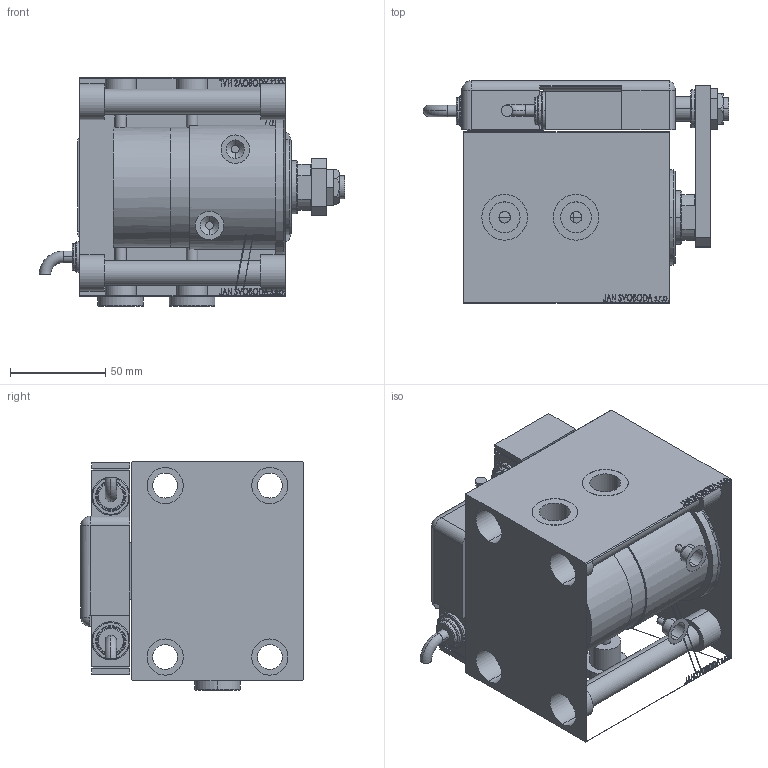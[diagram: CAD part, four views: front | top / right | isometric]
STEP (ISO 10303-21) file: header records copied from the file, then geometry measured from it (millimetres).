
FILE_DESCRIPTION (( 'STEP AP203' ), '1' );
FILE_NAME ('55a2.STEP', '2022-04-17T16:26:21', ( '' ), ( '' ), 'SwSTEP 2.0', 'SolidWorks 2019', '' );
FILE_SCHEMA (( 'CONFIG_CONTROL_DESIGN' ));
Length unit declared in the file: millimetre
Products named in the file (14): V450CP_VC_B 7a72ac884a1521f2193358b27dc2a7cd; TYC 7a72ac884a1521f2193358b27dc2a7cd; KRYT 7a72ac884a1521f2193358b27dc2a7cd; 55a2; V450CP_B_VCP 7a72ac884a1521f2193358b27dc2a7cd; SWITCH_Q_FRONT_BACK 7a72ac884a1521f2193358b27dc2a7cd; NUT_D13 7a72ac884a1521f2193358b27dc2a7cd; NUT_D19 7a72ac884a1521f2193358b27dc2a7cd; SWITCH Q 7a72ac884a1521f2193358b27dc2a7cd; V450CP_C 7a72ac884a1521f2193358b27dc2a7cd; SWITCH DIM A_G 7a72ac884a1521f2193358b27dc2a7cd; PLUG 7a72ac884a1521f2193358b27dc2a7cd; ZARAZKA_Q 7a72ac884a1521f2193358b27dc2a7cd; MAGNETIC SWITCH Q 7a72ac884a1521f2193358b27dc2a7cd
Assembly tree (15 placements, depth 3):
  55a2
    V450CP_C 7a72ac884a1521f2193358b27dc2a7cd
    MAGNETIC SWITCH Q 7a72ac884a1521f2193358b27dc2a7cd
      SWITCH_Q_FRONT_BACK 7a72ac884a1521f2193358b27dc2a7cd
      TYC 7a72ac884a1521f2193358b27dc2a7cd
      ZARAZKA_Q 7a72ac884a1521f2193358b27dc2a7cd
      SWITCH DIM A_G 7a72ac884a1521f2193358b27dc2a7cd
      NUT_D19 7a72ac884a1521f2193358b27dc2a7cd
      NUT_D13 7a72ac884a1521f2193358b27dc2a7cd
      KRYT 7a72ac884a1521f2193358b27dc2a7cd
      SWITCH Q 7a72ac884a1521f2193358b27dc2a7cd  x2
    V450CP_B_VCP 7a72ac884a1521f2193358b27dc2a7cd
    V450CP_VC_B 7a72ac884a1521f2193358b27dc2a7cd
    PLUG 7a72ac884a1521f2193358b27dc2a7cd  x2
Bounding box: 160.46 x 116.8 x 119.9 mm (x, y, z)
Volume: 1204121.1 mm3; surface area: 210552.3 mm2
Topology: 15 solids, 15 shells, 1327 faces, 3331 edges, 2189 vertices
Faces by surface type: plane 655, bspline 471, cylinder 147, cone 26, torus 26, sphere 2
Entity records: 61742 total; most frequent: CARTESIAN_POINT 32615, ORIENTED_EDGE 6400, DIRECTION 4186, EDGE_CURVE 3200, VERTEX_POINT 2111, VECTOR 1894, LINE 1894, EDGE_LOOP 1453
